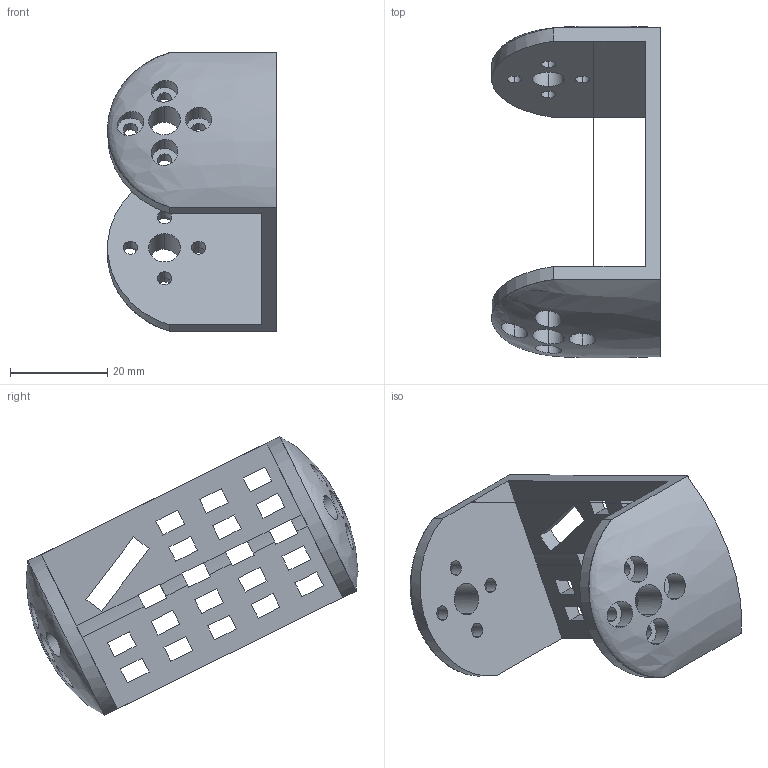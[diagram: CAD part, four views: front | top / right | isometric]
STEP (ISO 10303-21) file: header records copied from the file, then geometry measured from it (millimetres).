
FILE_DESCRIPTION (( 'STEP AP203' ), '1' );
FILE_NAME ('shoulder left_1.sldasm-Part-1_默认_sldprt.STEP', '2018-02-03T08:03:18', ( '' ), ( '' ), 'SwSTEP 2.0', 'SolidWorks 2014', '' );
FILE_SCHEMA (( 'CONFIG_CONTROL_DESIGN' ));
Length unit declared in the file: millimetre
Products named in the file (1): shoulder left_1.sldasm-Part-1_默认_sldprt
Bounding box: 34.72 x 68.23 x 57.3 mm (x, y, z)
Volume: 16755.3 mm3; surface area: 10525.6 mm2
Topology: 1 solids, 1 shells, 151 faces, 428 edges, 282 vertices
Faces by surface type: plane 103, cylinder 44, bspline 4
Entity records: 7001 total; most frequent: CARTESIAN_POINT 2881, ORIENTED_EDGE 856, DIRECTION 761, EDGE_CURVE 428, LINE 331, VECTOR 331, VERTEX_POINT 282, EDGE_LOOP 218
